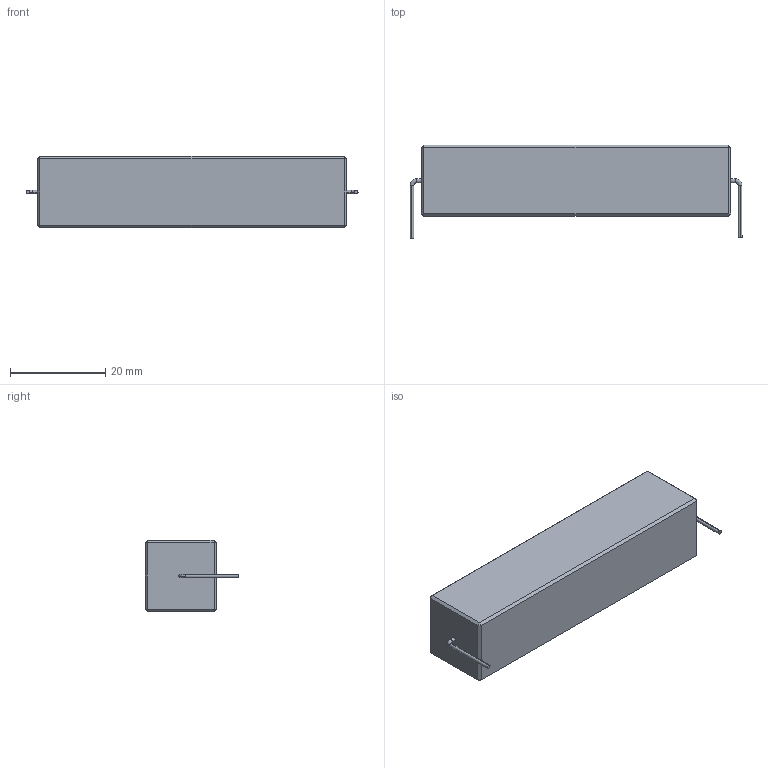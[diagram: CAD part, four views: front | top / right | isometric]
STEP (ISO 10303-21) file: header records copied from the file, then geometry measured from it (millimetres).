
FILE_DESCRIPTION (( 'STEP AP214' ), '1' );
FILE_NAME ('SQP25A.STEP', '2023-10-29T08:32:30', ( '' ), ( '' ), 'SwSTEP 2.0', 'SolidWorks 2018', '' );
FILE_SCHEMA (( 'AUTOMOTIVE_DESIGN' ));
Length unit declared in the file: millimetre
Products named in the file (1): SQP25A
Bounding box: 69.8 x 19.74 x 15 mm (x, y, z)
Volume: 14591.9 mm3; surface area: 4306.8 mm2
Topology: 1 solids, 1 shells, 40 faces, 80 edges, 44 vertices
Faces by surface type: plane 28, cylinder 8, torus 4
Entity records: 1478 total; most frequent: DIRECTION 186, CARTESIAN_POINT 165, ORIENTED_EDGE 160, EDGE_CURVE 80, AXIS2_PLACEMENT_3D 65, VECTOR 56, LINE 56, VERTEX_POINT 44
